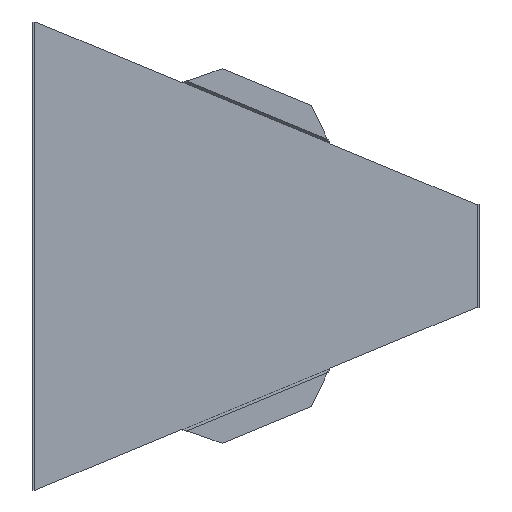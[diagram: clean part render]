
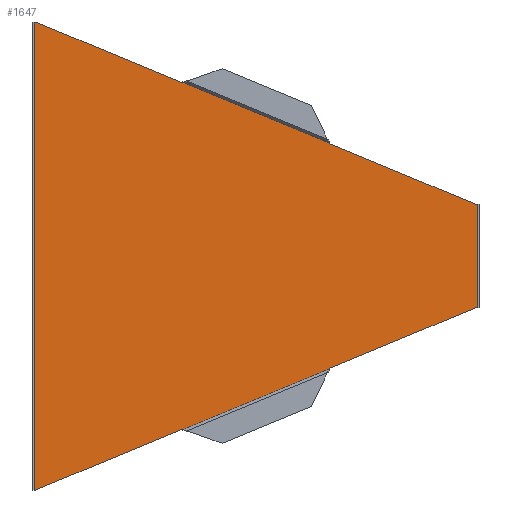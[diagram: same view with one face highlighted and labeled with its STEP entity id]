
A CAD part, front view. The second image highlights one B-rep face of the part: STEP entity #1647.
In plain terms, the highlighted planar face has unit normal (0, -1, 0).
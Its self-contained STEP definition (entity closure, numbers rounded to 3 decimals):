
#5 = ORIENTED_EDGE ( 'NONE', *, *, #1309, .F. ) ;
#36 = B_SPLINE_CURVE_WITH_KNOTS ( 'NONE', 3,
 ( #1135, #1139, #1215, #1259 ),
 .UNSPECIFIED., .F., .F.,
 ( 4, 4 ),
 ( 0.006, 0.006 ),
 .UNSPECIFIED. ) ;
#43 = CARTESIAN_POINT ( 'NONE',  ( 46.194, -0.7, 69.53 ) ) ;
#54 = CARTESIAN_POINT ( 'NONE',  ( -19.889, -0.7, -97.351 ) ) ;
#66 = EDGE_CURVE ( 'NONE', #843, #1317, #1537, .T. ) ;
#87 = VECTOR ( 'NONE', #374, 1000. ) ;
#90 = DIRECTION ( 'NONE',  ( -0.924, 0., 0.383 ) ) ;
#95 = EDGE_CURVE ( 'NONE', #407, #1634, #544, .T. ) ;
#106 = EDGE_CURVE ( 'NONE', #237, #1317, #1498, .T. ) ;
#107 = ORIENTED_EDGE ( 'NONE', *, *, #95, .T. ) ;
#112 = EDGE_CURVE ( 'NONE', #738, #1286, #1332, .T. ) ;
#150 = EDGE_CURVE ( 'NONE', #1063, #843, #277, .T. ) ;
#160 = CARTESIAN_POINT ( 'NONE',  ( 46.194, -0.7, 69.53 ) ) ;
#170 = VECTOR ( 'NONE', #1174, 1000. ) ;
#209 = VECTOR ( 'NONE', #885, 1000. ) ;
#216 = CARTESIAN_POINT ( 'NONE',  ( 46.194, -0.7, -69.53 ) ) ;
#237 = VERTEX_POINT ( 'NONE', #557 ) ;
#250 = EDGE_CURVE ( 'NONE', #979, #237, #1148, .T. ) ;
#265 = AXIS2_PLACEMENT_3D ( 'NONE', #688, #705, #716 ) ;
#276 = DIRECTION ( 'NONE',  ( -0.924, 0., 0.383 ) ) ;
#277 = LINE ( 'NONE', #796, #1589 ) ;
#308 = CARTESIAN_POINT ( 'NONE',  ( 137.8, -0.7, -32. ) ) ;
#318 = CARTESIAN_POINT ( 'NONE',  ( -136.8, -0.7, 145.329 ) ) ;
#325 = CARTESIAN_POINT ( 'NONE',  ( -45.504, -0.7, 107.961 ) ) ;
#329 = CARTESIAN_POINT ( 'NONE',  ( -46.194, -0.7, -107.799 ) ) ;
#330 = CARTESIAN_POINT ( 'NONE',  ( 45.821, -0.7, -70.133 ) ) ;
#331 = ORIENTED_EDGE ( 'NONE', *, *, #577, .T. ) ;
#344 = CARTESIAN_POINT ( 'NONE',  ( 136.8, -0.7, -32. ) ) ;
#360 = CARTESIAN_POINT ( 'NONE',  ( -45.731, -0.7, -107.895 ) ) ;
#374 = DIRECTION ( 'NONE',  ( 1., 0., 0. ) ) ;
#385 = CARTESIAN_POINT ( 'NONE',  ( -45.963, -0.7, -107.847 ) ) ;
#393 = ORIENTED_EDGE ( 'NONE', *, *, #911, .T. ) ;
#397 = EDGE_CURVE ( 'NONE', #1448, #738, #580, .T. ) ;
#406 = FACE_OUTER_BOUND ( 'NONE', #621, .T. ) ;
#407 = VERTEX_POINT ( 'NONE', #1479 ) ;
#412 = CARTESIAN_POINT ( 'NONE',  ( 136.8, -0.7, 32. ) ) ;
#415 = VECTOR ( 'NONE', #1250, 1000. ) ;
#421 = ORIENTED_EDGE ( 'NONE', *, *, #150, .F. ) ;
#438 = EDGE_CURVE ( 'NONE', #1063, #1177, #1497, .T. ) ;
#443 = VECTOR ( 'NONE', #551, 1000. ) ;
#448 = VECTOR ( 'NONE', #90, 1000. ) ;
#451 = CARTESIAN_POINT ( 'NONE',  ( 45.935, -0.7, -69.926 ) ) ;
#453 = B_SPLINE_CURVE_WITH_KNOTS ( 'NONE', 3,
 ( #599, #631, #451, #330 ),
 .UNSPECIFIED., .F., .F.,
 ( 4, 4 ),
 ( 0.006, 0.006 ),
 .UNSPECIFIED. ) ;
#467 = DIRECTION ( 'NONE',  ( -1., 0., 0. ) ) ;
#474 = EDGE_CURVE ( 'NONE', #509, #1388, #785, .T. ) ;
#476 = CARTESIAN_POINT ( 'NONE',  ( -137.8, -0.7, 189. ) ) ;
#509 = VERTEX_POINT ( 'NONE', #1442 ) ;
#523 = CARTESIAN_POINT ( 'NONE',  ( 45.935, -0.7, 69.926 ) ) ;
#539 = CARTESIAN_POINT ( 'NONE',  ( -136.8, -0.7, -145.329 ) ) ;
#541 = CARTESIAN_POINT ( 'NONE',  ( 136.8, -0.7, 32. ) ) ;
#544 = LINE ( 'NONE', #670, #1464 ) ;
#551 = DIRECTION ( 'NONE',  ( 0., 0., -1. ) ) ;
#557 = CARTESIAN_POINT ( 'NONE',  ( 136.8, -0.7, -32. ) ) ;
#577 = EDGE_CURVE ( 'NONE', #1286, #833, #616, .T. ) ;
#580 = LINE ( 'NONE', #1269, #822 ) ;
#599 = CARTESIAN_POINT ( 'NONE',  ( 46.194, -0.7, -69.53 ) ) ;
#600 = CARTESIAN_POINT ( 'NONE',  ( -137.8, -0.7, 145.329 ) ) ;
#607 = VERTEX_POINT ( 'NONE', #968 ) ;
#611 = PLANE ( 'NONE',  #265 ) ;
#616 = LINE ( 'NONE', #54, #1275 ) ;
#621 = EDGE_LOOP ( 'NONE', ( #1449, #393, #107, #769, #805, #1149, #1481, #1514, #1267, #1300, #331, #5, #1340, #1054, #690, #421 ) ) ;
#631 = CARTESIAN_POINT ( 'NONE',  ( 46.065, -0.7, -69.728 ) ) ;
#645 = CARTESIAN_POINT ( 'NONE',  ( 45.821, -0.7, 70.133 ) ) ;
#670 = CARTESIAN_POINT ( 'NONE',  ( -153.533, -0.7, 152.708 ) ) ;
#688 = CARTESIAN_POINT ( 'NONE',  ( -138.5, -0.7, 189. ) ) ;
#690 = ORIENTED_EDGE ( 'NONE', *, *, #66, .F. ) ;
#705 = DIRECTION ( 'NONE',  ( 0., 1., 0. ) ) ;
#716 = DIRECTION ( 'NONE',  ( 0., 0., 1. ) ) ;
#738 = VERTEX_POINT ( 'NONE', #1643 ) ;
#742 = LINE ( 'NONE', #476, #443 ) ;
#743 = CARTESIAN_POINT ( 'NONE',  ( -136.8, -0.7, 145.329 ) ) ;
#769 = ORIENTED_EDGE ( 'NONE', *, *, #1025, .F. ) ;
#785 = LINE ( 'NONE', #412, #415 ) ;
#796 = CARTESIAN_POINT ( 'NONE',  ( -138.5, -0.7, 32. ) ) ;
#805 = ORIENTED_EDGE ( 'NONE', *, *, #474, .T. ) ;
#822 = VECTOR ( 'NONE', #1434, 1000. ) ;
#833 = VERTEX_POINT ( 'NONE', #1621 ) ;
#843 = VERTEX_POINT ( 'NONE', #1629 ) ;
#861 = CARTESIAN_POINT ( 'NONE',  ( -138.5, -0.7, -145.329 ) ) ;
#880 = LINE ( 'NONE', #318, #1260 ) ;
#885 = DIRECTION ( 'NONE',  ( -1., 0., 0. ) ) ;
#900 = LINE ( 'NONE', #861, #209 ) ;
#911 = EDGE_CURVE ( 'NONE', #1177, #407, #1344, .T. ) ;
#968 = CARTESIAN_POINT ( 'NONE',  ( -137.8, -0.7, -145.329 ) ) ;
#979 = VERTEX_POINT ( 'NONE', #216 ) ;
#989 = DIRECTION ( 'NONE',  ( 1., 0., 0. ) ) ;
#1011 = DIRECTION ( 'NONE',  ( 0.924, 0., 0.383 ) ) ;
#1025 = EDGE_CURVE ( 'NONE', #509, #1634, #36, .T. ) ;
#1050 = CARTESIAN_POINT ( 'NONE',  ( -45.504, -0.7, -107.961 ) ) ;
#1054 = ORIENTED_EDGE ( 'NONE', *, *, #106, .T. ) ;
#1063 = VERTEX_POINT ( 'NONE', #1276 ) ;
#1135 = CARTESIAN_POINT ( 'NONE',  ( -46.194, -0.7, 107.799 ) ) ;
#1139 = CARTESIAN_POINT ( 'NONE',  ( -45.963, -0.7, 107.847 ) ) ;
#1148 = LINE ( 'NONE', #1652, #1513 ) ;
#1149 = ORIENTED_EDGE ( 'NONE', *, *, #1221, .T. ) ;
#1174 = DIRECTION ( 'NONE',  ( 0., 0., -1. ) ) ;
#1177 = VERTEX_POINT ( 'NONE', #160 ) ;
#1215 = CARTESIAN_POINT ( 'NONE',  ( -45.731, -0.7, 107.895 ) ) ;
#1221 = EDGE_CURVE ( 'NONE', #1388, #1638, #880, .T. ) ;
#1250 = DIRECTION ( 'NONE',  ( -0.924, 0., 0.383 ) ) ;
#1259 = CARTESIAN_POINT ( 'NONE',  ( -45.504, -0.7, 107.961 ) ) ;
#1260 = VECTOR ( 'NONE', #467, 1000. ) ;
#1267 = ORIENTED_EDGE ( 'NONE', *, *, #397, .T. ) ;
#1269 = CARTESIAN_POINT ( 'NONE',  ( 136.8, -0.7, -32. ) ) ;
#1275 = VECTOR ( 'NONE', #1011, 1000. ) ;
#1276 = CARTESIAN_POINT ( 'NONE',  ( 136.8, -0.7, 32. ) ) ;
#1286 = VERTEX_POINT ( 'NONE', #1338 ) ;
#1300 = ORIENTED_EDGE ( 'NONE', *, *, #112, .T. ) ;
#1309 = EDGE_CURVE ( 'NONE', #979, #833, #453, .T. ) ;
#1317 = VERTEX_POINT ( 'NONE', #308 ) ;
#1332 = B_SPLINE_CURVE_WITH_KNOTS ( 'NONE', 3,
 ( #329, #385, #360, #1050 ),
 .UNSPECIFIED., .F., .F.,
 ( 4, 4 ),
 ( 0.006, 0.006 ),
 .UNSPECIFIED. ) ;
#1338 = CARTESIAN_POINT ( 'NONE',  ( -45.504, -0.7, -107.961 ) ) ;
#1340 = ORIENTED_EDGE ( 'NONE', *, *, #250, .T. ) ;
#1342 = DIRECTION ( 'NONE',  ( 0.924, 0., 0.383 ) ) ;
#1344 = B_SPLINE_CURVE_WITH_KNOTS ( 'NONE', 3,
 ( #43, #1535, #523, #645 ),
 .UNSPECIFIED., .F., .F.,
 ( 4, 4 ),
 ( 0.006, 0.006 ),
 .UNSPECIFIED. ) ;
#1388 = VERTEX_POINT ( 'NONE', #743 ) ;
#1434 = DIRECTION ( 'NONE',  ( 0.924, 0., 0.383 ) ) ;
#1442 = CARTESIAN_POINT ( 'NONE',  ( -46.194, -0.7, 107.799 ) ) ;
#1448 = VERTEX_POINT ( 'NONE', #539 ) ;
#1449 = ORIENTED_EDGE ( 'NONE', *, *, #438, .T. ) ;
#1452 = EDGE_CURVE ( 'NONE', #1448, #607, #900, .T. ) ;
#1464 = VECTOR ( 'NONE', #276, 1000. ) ;
#1479 = CARTESIAN_POINT ( 'NONE',  ( 45.821, -0.7, 70.133 ) ) ;
#1481 = ORIENTED_EDGE ( 'NONE', *, *, #1605, .T. ) ;
#1497 = LINE ( 'NONE', #541, #448 ) ;
#1498 = LINE ( 'NONE', #344, #87 ) ;
#1513 = VECTOR ( 'NONE', #1342, 1000. ) ;
#1514 = ORIENTED_EDGE ( 'NONE', *, *, #1452, .F. ) ;
#1535 = CARTESIAN_POINT ( 'NONE',  ( 46.065, -0.7, 69.728 ) ) ;
#1537 = LINE ( 'NONE', #1615, #170 ) ;
#1589 = VECTOR ( 'NONE', #989, 1000. ) ;
#1605 = EDGE_CURVE ( 'NONE', #1638, #607, #742, .T. ) ;
#1615 = CARTESIAN_POINT ( 'NONE',  ( 137.8, -0.7, 189. ) ) ;
#1621 = CARTESIAN_POINT ( 'NONE',  ( 45.821, -0.7, -70.133 ) ) ;
#1629 = CARTESIAN_POINT ( 'NONE',  ( 137.8, -0.7, 32. ) ) ;
#1634 = VERTEX_POINT ( 'NONE', #325 ) ;
#1638 = VERTEX_POINT ( 'NONE', #600 ) ;
#1643 = CARTESIAN_POINT ( 'NONE',  ( -46.194, -0.7, -107.799 ) ) ;
#1647 = ADVANCED_FACE ( 'NONE', ( #406 ), #611, .F. ) ;
#1652 = CARTESIAN_POINT ( 'NONE',  ( 136.8, -0.7, -32. ) ) ;
